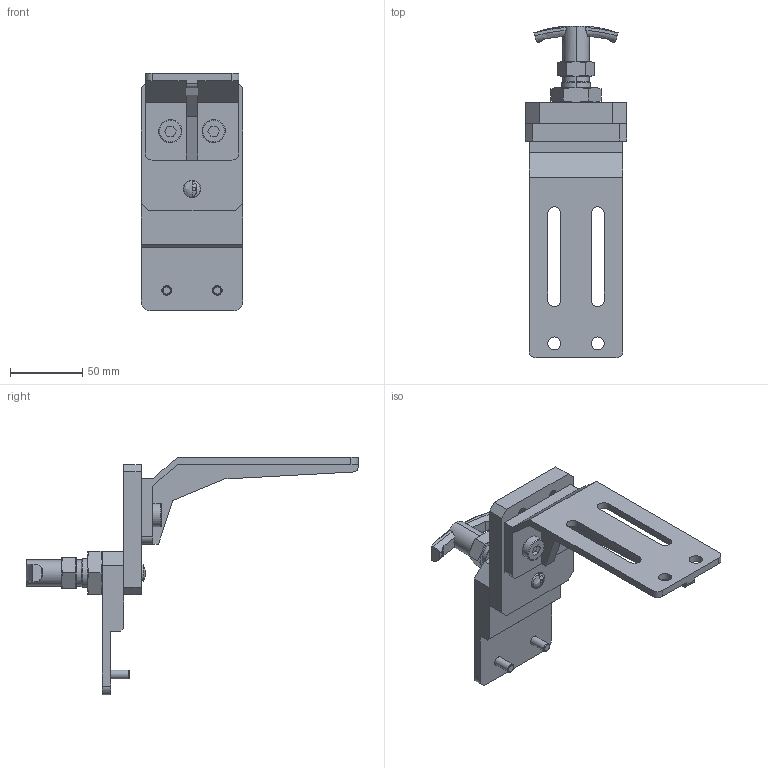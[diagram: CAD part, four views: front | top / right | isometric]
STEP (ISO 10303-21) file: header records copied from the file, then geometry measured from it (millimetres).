
FILE_DESCRIPTION (( 'STEP AP203' ), '1' );
FILE_NAME ('Maschinenarretierung.step', '2024-04-19T20:14:04', ( '' ), ( '' ), 'SwSTEP 2.0', 'SolidWorks 2019', '' );
FILE_SCHEMA (( 'CONFIG_CONTROL_DESIGN' ));
Length unit declared in the file: millimetre
Products named in the file (7): P003716; Maschinenarretierung; P000216_DIN 7984 M10x14; P000502; P000501_horizontal; P000503; P000499
Assembly tree (8 placements, depth 2):
  Maschinenarretierung
    P000502
    P000503
    P000501_horizontal
    P003716  x2
    P000499
    P000216_DIN 7984 M10x14  x2
Bounding box: 70 x 229.62 x 164.2 mm (x, y, z)
Volume: 219558.3 mm3; surface area: 85617.7 mm2
Topology: 7 solids, 10 shells, 250 faces, 629 edges, 404 vertices
Faces by surface type: plane 130, cylinder 69, cone 35, torus 12, bspline 4
Full cylindrical faces by diameter (mm): 5 x2, 6 x2, 6.6 x2, 8.5 x2, 9 x2, 10 x2, 11.717 x2, 12 x1, 14 x2, 16 x2, 18.5 x1
Entity records: 7898 total; most frequent: CARTESIAN_POINT 1811, DIRECTION 1083, ORIENTED_EDGE 1067, EDGE_CURVE 536, AXIS2_PLACEMENT_3D 404, VERTEX_POINT 362, EDGE_LOOP 295, LINE 275
